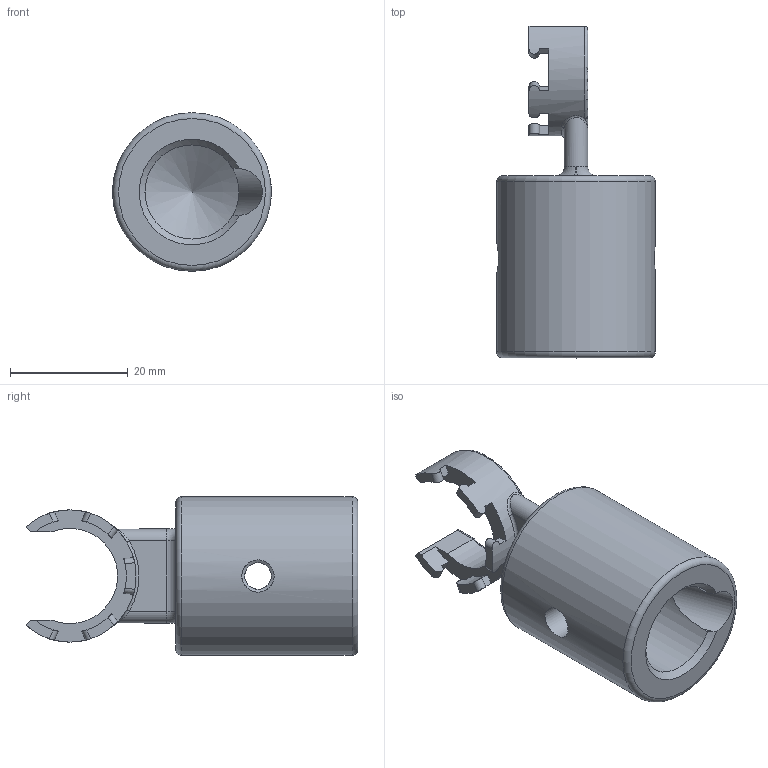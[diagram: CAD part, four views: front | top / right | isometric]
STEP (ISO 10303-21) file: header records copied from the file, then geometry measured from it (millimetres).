
FILE_DESCRIPTION( ( 'Unknown' ), '1' );
FILE_NAME( '715816000-B.stp', 'Unknown', ( 'Unknown' ), ( 'Unknown' ), 'PSStep 15.0.49', 'Unknown', ' ' );
FILE_SCHEMA( ( 'AUTOMOTIVE_DESIGN { 1 0 10303 214 1 1 1 1 }' ) );
Length unit declared in the file: millimetre
Products named in the file (1): 1
Bounding box: 27 x 56.47 x 27 mm (x, y, z)
Volume: 13463.1 mm3; surface area: 6329.5 mm2
Topology: 1 solids, 1 shells, 72 faces, 191 edges, 119 vertices
Faces by surface type: cylinder 29, plane 26, torus 10, bspline 4, cone 3
Full cylindrical faces by diameter (mm): 4.5 x1, 5.5 x2, 16 x1, 27 x1
Entity records: 4464 total; most frequent: CARTESIAN_POINT 2221, ORIENTED_EDGE 346, DIRECTION 326, EDGE_CURVE 173, AXIS2_PLACEMENT_3D 125, VERTEX_POINT 114, EDGE_LOOP 86, FACE_OUTER_BOUND 79
